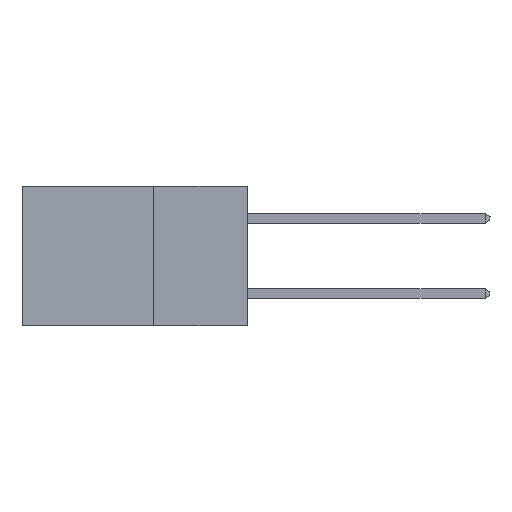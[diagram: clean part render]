
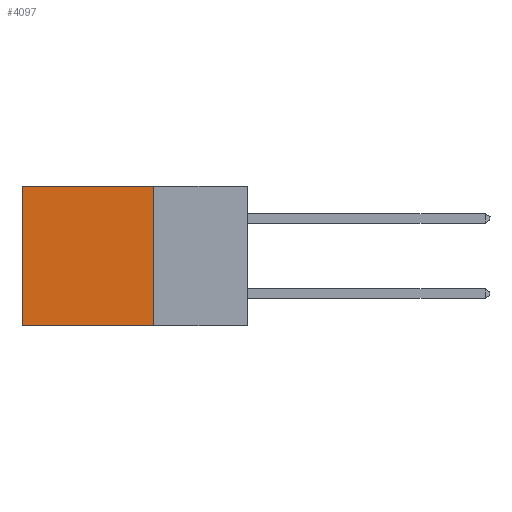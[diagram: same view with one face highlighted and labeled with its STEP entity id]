
A CAD part, left-side view. The second image highlights one B-rep face of the part: STEP entity #4097.
In plain terms, the highlighted planar face has unit normal (-1, 0, 0).
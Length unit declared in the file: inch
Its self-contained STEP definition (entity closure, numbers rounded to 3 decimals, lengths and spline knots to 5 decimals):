
#47 = CARTESIAN_POINT ( 'NONE',  ( 0.2615, 0.6, -0.37 ) ) ;
#132 = LINE ( 'NONE', #5292, #6976 ) ;
#1072 = ORIENTED_EDGE ( 'NONE', *, *, #3295, .T. ) ;
#1123 = LINE ( 'NONE', #6002, #6444 ) ;
#1233 = VERTEX_POINT ( 'NONE', #8534 ) ;
#1939 = EDGE_CURVE ( 'NONE', #10701, #4266, #3413, .T. ) ;
#3295 = EDGE_CURVE ( 'NONE', #1233, #10701, #132, .T. ) ;
#3413 = LINE ( 'NONE', #47, #7813 ) ;
#4084 = DIRECTION ( 'NONE',  ( 0., 1., 0. ) ) ;
#4097 = ADVANCED_FACE ( 'NONE', ( #19719 ), #16763, .F. ) ;
#4183 = ORIENTED_EDGE ( 'NONE', *, *, #20159, .F. ) ;
#4229 = LINE ( 'NONE', #20448, #17306 ) ;
#4266 = VERTEX_POINT ( 'NONE', #18848 ) ;
#4586 = ORIENTED_EDGE ( 'NONE', *, *, #1939, .T. ) ;
#5292 = CARTESIAN_POINT ( 'NONE',  ( 0.2615, 0.25, 0. ) ) ;
#6002 = CARTESIAN_POINT ( 'NONE',  ( 0.2615, 0.25, -0.37 ) ) ;
#6444 = VECTOR ( 'NONE', #4084, 39.37008 ) ;
#6904 = CARTESIAN_POINT ( 'NONE',  ( 0.2615, 0.25, -0.37 ) ) ;
#6976 = VECTOR ( 'NONE', #19392, 39.37008 ) ;
#7813 = VECTOR ( 'NONE', #8294, 39.37008 ) ;
#8294 = DIRECTION ( 'NONE',  ( 0., 0., -1. ) ) ;
#8534 = CARTESIAN_POINT ( 'NONE',  ( 0.2615, 0.25, 0. ) ) ;
#9783 = ORIENTED_EDGE ( 'NONE', *, *, #18702, .F. ) ;
#10010 = CARTESIAN_POINT ( 'NONE',  ( 0.2615, 0.25, -0.37 ) ) ;
#10701 = VERTEX_POINT ( 'NONE', #19944 ) ;
#14783 = EDGE_LOOP ( 'NONE', ( #4586, #9783, #4183, #1072 ) ) ;
#15077 = VERTEX_POINT ( 'NONE', #10010 ) ;
#16463 = DIRECTION ( 'NONE',  ( 1., 0., 0. ) ) ;
#16763 = PLANE ( 'NONE',  #16844 ) ;
#16844 = AXIS2_PLACEMENT_3D ( 'NONE', #6904, #16463, #18338 ) ;
#17162 = DIRECTION ( 'NONE',  ( 0., 0., -1. ) ) ;
#17306 = VECTOR ( 'NONE', #17162, 39.37008 ) ;
#18338 = DIRECTION ( 'NONE',  ( 0., 0., -1. ) ) ;
#18702 = EDGE_CURVE ( 'NONE', #15077, #4266, #1123, .T. ) ;
#18848 = CARTESIAN_POINT ( 'NONE',  ( 0.2615, 0.6, -0.37 ) ) ;
#19392 = DIRECTION ( 'NONE',  ( 0., 1., 0. ) ) ;
#19719 = FACE_OUTER_BOUND ( 'NONE', #14783, .T. ) ;
#19944 = CARTESIAN_POINT ( 'NONE',  ( 0.2615, 0.6, 0. ) ) ;
#20159 = EDGE_CURVE ( 'NONE', #1233, #15077, #4229, .T. ) ;
#20448 = CARTESIAN_POINT ( 'NONE',  ( 0.2615, 0.25, -0.37 ) ) ;
